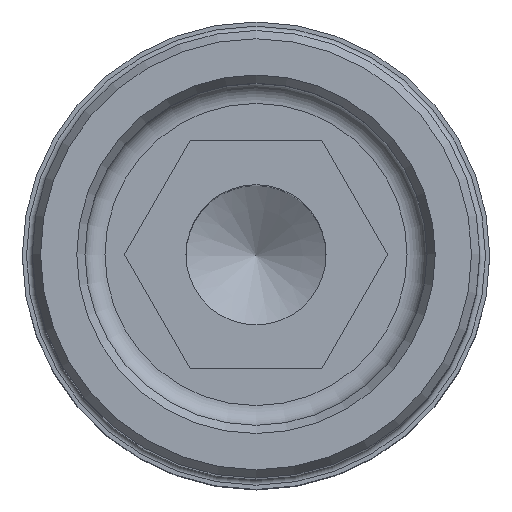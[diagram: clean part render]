
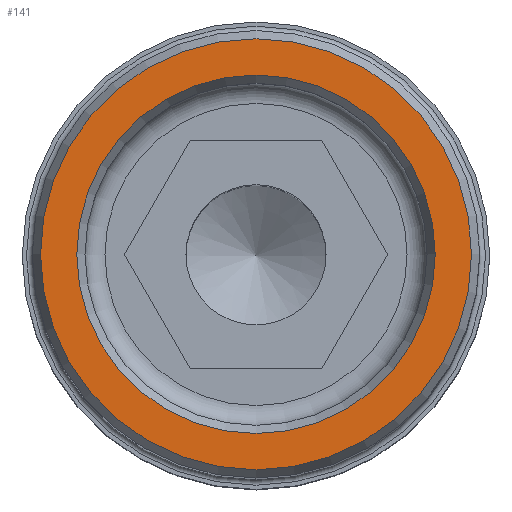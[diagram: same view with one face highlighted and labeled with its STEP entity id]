
A CAD part, top view. The second image highlights one B-rep face of the part: STEP entity #141.
In plain terms, the highlighted planar face has unit normal (0, 0, 1).
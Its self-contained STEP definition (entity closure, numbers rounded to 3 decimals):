
#141=ADVANCED_FACE('',(#345,#346),#347,.T.);
#167=EDGE_CURVE('',#396,#396,#397,.T.);
#177=EDGE_CURVE('',#411,#411,#412,.T.);
#345=FACE_BOUND('',#601,.T.);
#346=FACE_OUTER_BOUND('',#602,.T.);
#347=PLANE('',#603);
#396=VERTEX_POINT('',#653);
#397=CIRCLE('',#654,6.289);
#411=VERTEX_POINT('',#673);
#412=CIRCLE('',#674,7.561);
#601=EDGE_LOOP('',(#972));
#602=EDGE_LOOP('',(#973));
#603=AXIS2_PLACEMENT_3D('',#974,#975,#976);
#653=CARTESIAN_POINT('',(-33.711,40.,-2.4));
#654=AXIS2_PLACEMENT_3D('',#1056,#1057,#1058);
#673=CARTESIAN_POINT('',(-47.561,40.,-2.4));
#674=AXIS2_PLACEMENT_3D('',#1071,#1072,#1073);
#972=ORIENTED_EDGE('',*,*,#167,.F.);
#973=ORIENTED_EDGE('',*,*,#177,.F.);
#974=CARTESIAN_POINT('',(-40.,34.678,-2.4));
#975=DIRECTION('',(0.,0.,1.0));
#976=DIRECTION('',(0.,-1.0,0.));
#1056=CARTESIAN_POINT('',(-40.,40.,-2.4));
#1057=DIRECTION('',(0.,0.,1.0));
#1058=DIRECTION('',(1.0,0.,0.));
#1071=CARTESIAN_POINT('',(-40.,40.,-2.4));
#1072=DIRECTION('',(0.,0.,-1.0));
#1073=DIRECTION('',(-1.0,0.,0.));
